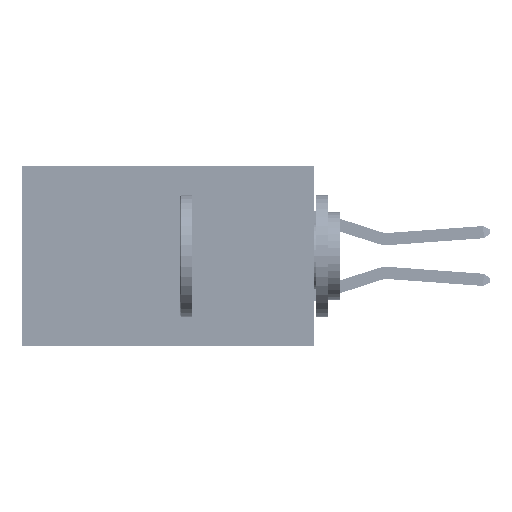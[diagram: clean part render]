
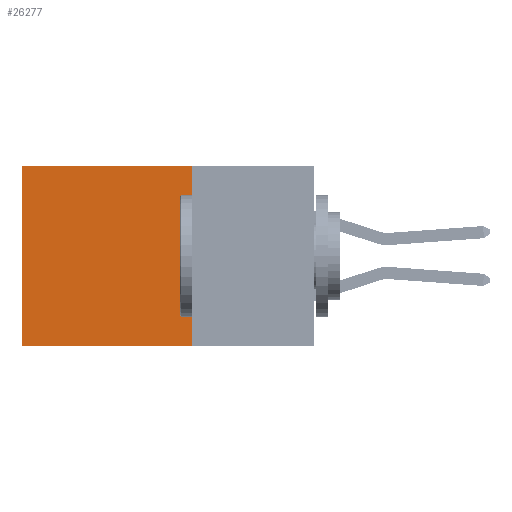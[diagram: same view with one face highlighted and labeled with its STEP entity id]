
A CAD part, left-side view. The second image highlights one B-rep face of the part: STEP entity #26277.
In plain terms, the highlighted planar face has unit normal (-1, 0, 0).
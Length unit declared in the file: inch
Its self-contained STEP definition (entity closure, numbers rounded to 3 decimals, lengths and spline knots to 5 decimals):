
#1196 = ORIENTED_EDGE ( 'NONE', *, *, #13317, .F. ) ;
#1723 = EDGE_LOOP ( 'NONE', ( #16198, #1196, #9562, #46565 ) ) ;
#1772 = CARTESIAN_POINT ( 'NONE',  ( 0.2875, 0.25, 0. ) ) ;
#4089 = DIRECTION ( 'NONE',  ( 0., 1., 0. ) ) ;
#4636 = VERTEX_POINT ( 'NONE', #33197 ) ;
#4770 = VERTEX_POINT ( 'NONE', #14327 ) ;
#5550 = DIRECTION ( 'NONE',  ( 0., 0., -1. ) ) ;
#9535 = VERTEX_POINT ( 'NONE', #42913 ) ;
#9562 = ORIENTED_EDGE ( 'NONE', *, *, #39910, .F. ) ;
#9858 = LINE ( 'NONE', #39386, #29545 ) ;
#11409 = VECTOR ( 'NONE', #4089, 39.37008 ) ;
#11617 = VECTOR ( 'NONE', #5550, 39.37008 ) ;
#13317 = EDGE_CURVE ( 'NONE', #9535, #4770, #40213, .T. ) ;
#14327 = CARTESIAN_POINT ( 'NONE',  ( 0.2875, 0.6, -0.37 ) ) ;
#15965 = FACE_OUTER_BOUND ( 'NONE', #1723, .T. ) ;
#15982 = CARTESIAN_POINT ( 'NONE',  ( 0.2875, 0.25, -0.37 ) ) ;
#16002 = EDGE_CURVE ( 'NONE', #30370, #4636, #9858, .T. ) ;
#16198 = ORIENTED_EDGE ( 'NONE', *, *, #47542, .T. ) ;
#18628 = PLANE ( 'NONE',  #41572 ) ;
#19850 = DIRECTION ( 'NONE',  ( 0., 1., 0. ) ) ;
#22537 = DIRECTION ( 'NONE',  ( 0., 0., -1. ) ) ;
#23495 = CARTESIAN_POINT ( 'NONE',  ( 0.2875, 0.25, 0. ) ) ;
#24050 = LINE ( 'NONE', #29045, #11617 ) ;
#24839 = VECTOR ( 'NONE', #46901, 39.37008 ) ;
#26277 = ADVANCED_FACE ( 'NONE', ( #15965 ), #18628, .F. ) ;
#29045 = CARTESIAN_POINT ( 'NONE',  ( 0.2875, 0.6, 0. ) ) ;
#29545 = VECTOR ( 'NONE', #19850, 39.37008 ) ;
#30370 = VERTEX_POINT ( 'NONE', #1772 ) ;
#33197 = CARTESIAN_POINT ( 'NONE',  ( 0.2875, 0.6, 0. ) ) ;
#39386 = CARTESIAN_POINT ( 'NONE',  ( 0.2875, 0.25, 0. ) ) ;
#39910 = EDGE_CURVE ( 'NONE', #30370, #9535, #44401, .T. ) ;
#40213 = LINE ( 'NONE', #15982, #11409 ) ;
#41572 = AXIS2_PLACEMENT_3D ( 'NONE', #42058, #45955, #22537 ) ;
#42058 = CARTESIAN_POINT ( 'NONE',  ( 0.2875, 0.25, 0. ) ) ;
#42913 = CARTESIAN_POINT ( 'NONE',  ( 0.2875, 0.25, -0.37 ) ) ;
#44401 = LINE ( 'NONE', #23495, #24839 ) ;
#45955 = DIRECTION ( 'NONE',  ( 1., 0., 0. ) ) ;
#46565 = ORIENTED_EDGE ( 'NONE', *, *, #16002, .T. ) ;
#46901 = DIRECTION ( 'NONE',  ( 0., 0., -1. ) ) ;
#47542 = EDGE_CURVE ( 'NONE', #4636, #4770, #24050, .T. ) ;
